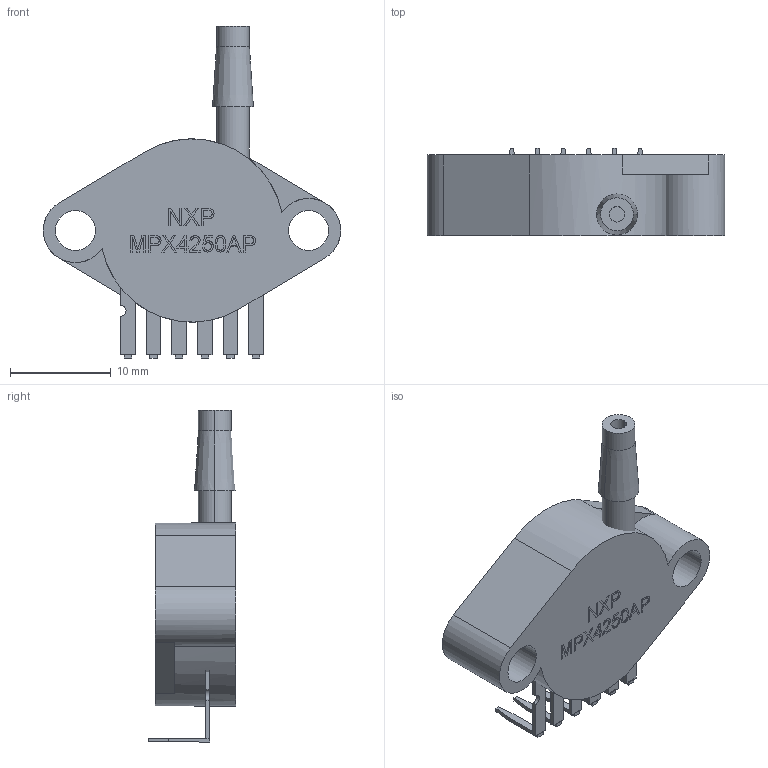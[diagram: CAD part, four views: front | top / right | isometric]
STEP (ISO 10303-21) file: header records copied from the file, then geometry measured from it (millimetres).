
FILE_DESCRIPTION (( 'STEP AP214' ), '1' );
FILE_NAME ('MPX4250AP.STEP', '2020-12-26T16:29:00', ( 'andrei' ), ( '' ), 'SwSTEP 2.0', 'SolidWorks 2020', '' );
FILE_SCHEMA (( 'AUTOMOTIVE_DESIGN' ));
Length unit declared in the file: millimetre
Products named in the file (1): MPX4250AP
Bounding box: 29.46 x 8.72 x 32.89 mm (x, y, z)
Volume: 2736.7 mm3; surface area: 2011.3 mm2
Topology: 26 solids, 26 shells, 343 faces, 865 edges, 576 vertices
Faces by surface type: plane 228, bspline 98, cylinder 15, cone 2
Entity records: 10586 total; most frequent: CARTESIAN_POINT 2667, ORIENTED_EDGE 1730, DIRECTION 1197, EDGE_CURVE 865, LINE 633, VECTOR 633, VERTEX_POINT 576, EDGE_LOOP 361
